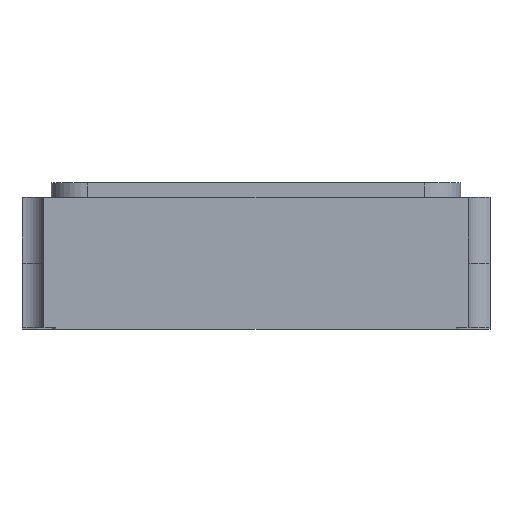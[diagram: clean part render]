
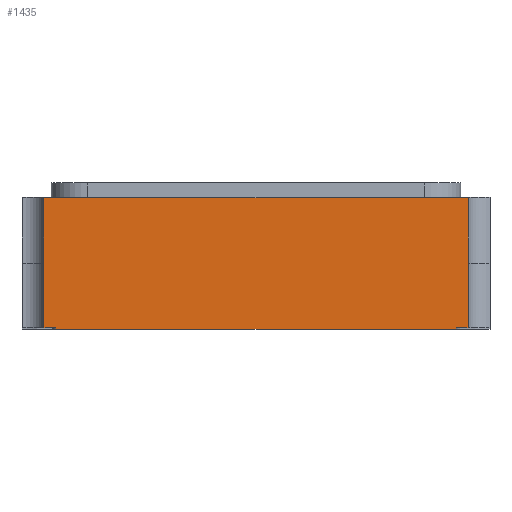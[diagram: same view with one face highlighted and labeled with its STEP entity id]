
A CAD part, front view. The second image highlights one B-rep face of the part: STEP entity #1435.
In plain terms, the highlighted planar face has unit normal (0, -1, 0).
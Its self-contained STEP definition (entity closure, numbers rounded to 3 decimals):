
#880 = CARTESIAN_POINT ( 'NONE',  ( 1.37, -1.25, -0.44 ) ) ;
#915 = CARTESIAN_POINT ( 'NONE',  ( 1.45, -1.25, -0.44 ) ) ;
#929 = CARTESIAN_POINT ( 'NONE',  ( -1.37, -1.25, -0.45 ) ) ;
#944 = CARTESIAN_POINT ( 'NONE',  ( -1.45, -1.25, 0.45 ) ) ;
#1435 = ADVANCED_FACE ( 'NONE', ( #1864 ), #6397, .F. ) ;
#1646 = VERTEX_POINT ( 'NONE', #880 ) ;
#1648 = VERTEX_POINT ( 'NONE', #944 ) ;
#1721 = VERTEX_POINT ( 'NONE', #929 ) ;
#1722 = VERTEX_POINT ( 'NONE', #915 ) ;
#1767 = VERTEX_POINT ( 'NONE', #6885 ) ;
#1808 = VERTEX_POINT ( 'NONE', #6980 ) ;
#1821 = VERTEX_POINT ( 'NONE', #6930 ) ;
#1864 = FACE_OUTER_BOUND ( 'NONE', #3765, .T. ) ;
#3765 = EDGE_LOOP ( 'NONE', ( #3826, #3827, #3832, #3831, #3843, #3844, #3849, #3848, #3847, #3846 ) ) ;
#3826 = ORIENTED_EDGE ( 'NONE', *, *, #7037, .T. ) ;
#3827 = ORIENTED_EDGE ( 'NONE', *, *, #7056, .F. ) ;
#3831 = ORIENTED_EDGE ( 'NONE', *, *, #7049, .F. ) ;
#3832 = ORIENTED_EDGE ( 'NONE', *, *, #7060, .F. ) ;
#3843 = ORIENTED_EDGE ( 'NONE', *, *, #6234, .F. ) ;
#3844 = ORIENTED_EDGE ( 'NONE', *, *, #6265, .F. ) ;
#3846 = ORIENTED_EDGE ( 'NONE', *, *, #7059, .T. ) ;
#3847 = ORIENTED_EDGE ( 'NONE', *, *, #7035, .F. ) ;
#3848 = ORIENTED_EDGE ( 'NONE', *, *, #6239, .T. ) ;
#3849 = ORIENTED_EDGE ( 'NONE', *, *, #6258, .T. ) ;
#4042 = VERTEX_POINT ( 'NONE', #7029 ) ;
#4047 = VERTEX_POINT ( 'NONE', #6921 ) ;
#4052 = VERTEX_POINT ( 'NONE', #6924 ) ;
#4488 = LINE ( 'NONE', #6732, #4492 ) ;
#4492 = VECTOR ( 'NONE', #6673, 1000. ) ;
#4498 = LINE ( 'NONE', #6713, #4501 ) ;
#4501 = VECTOR ( 'NONE', #6789, 1000. ) ;
#4529 = LINE ( 'NONE', #5108, #4532 ) ;
#4532 = VECTOR ( 'NONE', #4936, 1000. ) ;
#4535 = LINE ( 'NONE', #4916, #4542 ) ;
#4542 = VECTOR ( 'NONE', #4941, 1000. ) ;
#4621 = LINE ( 'NONE', #4997, #4629 ) ;
#4623 = LINE ( 'NONE', #4960, #4625 ) ;
#4625 = VECTOR ( 'NONE', #4973, 1000. ) ;
#4629 = VECTOR ( 'NONE', #5008, 1000. ) ;
#4641 = LINE ( 'NONE', #5027, #4652 ) ;
#4652 = VECTOR ( 'NONE', #5025, 1000. ) ;
#4662 = LINE ( 'NONE', #4990, #4664 ) ;
#4664 = VECTOR ( 'NONE', #4991, 1000. ) ;
#4667 = LINE ( 'NONE', #4970, #4669 ) ;
#4668 = LINE ( 'NONE', #4952, #4671 ) ;
#4669 = VECTOR ( 'NONE', #4996, 1000. ) ;
#4671 = VECTOR ( 'NONE', #4924, 1000. ) ;
#4916 = CARTESIAN_POINT ( 'NONE',  ( 1.45, -1.25, 0.45 ) ) ;
#4924 = DIRECTION ( 'NONE',  ( -1., 0., 0. ) ) ;
#4936 = DIRECTION ( 'NONE',  ( 0., 0., -1. ) ) ;
#4941 = DIRECTION ( 'NONE',  ( 1., 0., 0. ) ) ;
#4952 = CARTESIAN_POINT ( 'NONE',  ( 1.45, -1.25, -0.44 ) ) ;
#4960 = CARTESIAN_POINT ( 'NONE',  ( -1.45, -1.25, -0.44 ) ) ;
#4970 = CARTESIAN_POINT ( 'NONE',  ( -1.37, -1.25, -0.44 ) ) ;
#4973 = DIRECTION ( 'NONE',  ( -1., 0., 0. ) ) ;
#4990 = CARTESIAN_POINT ( 'NONE',  ( 1.37, -1.25, -0.44 ) ) ;
#4991 = DIRECTION ( 'NONE',  ( 0., 0., -1. ) ) ;
#4996 = DIRECTION ( 'NONE',  ( 0., 0., -1. ) ) ;
#4997 = CARTESIAN_POINT ( 'NONE',  ( 1.45, -1.25, -0.45 ) ) ;
#5008 = DIRECTION ( 'NONE',  ( 1., 0., 0. ) ) ;
#5025 = DIRECTION ( 'NONE',  ( 0., 0., -1. ) ) ;
#5027 = CARTESIAN_POINT ( 'NONE',  ( 1.45, -1.25, 0.45 ) ) ;
#5108 = CARTESIAN_POINT ( 'NONE',  ( -1.45, -1.25, 0.45 ) ) ;
#5958 = AXIS2_PLACEMENT_3D ( 'NONE', #6464, #6416, #6548 ) ;
#6234 = EDGE_CURVE ( 'NONE', #4042, #4052, #4488, .T. ) ;
#6239 = EDGE_CURVE ( 'NONE', #1821, #4047, #4498, .T. ) ;
#6258 = EDGE_CURVE ( 'NONE', #1648, #1821, #4529, .T. ) ;
#6265 = EDGE_CURVE ( 'NONE', #1648, #4042, #4535, .T. ) ;
#6397 = PLANE ( 'NONE',  #5958 ) ;
#6416 = DIRECTION ( 'NONE',  ( 0., 1., 0. ) ) ;
#6464 = CARTESIAN_POINT ( 'NONE',  ( 1.45, -1.25, 0.45 ) ) ;
#6548 = DIRECTION ( 'NONE',  ( -1., 0., 0. ) ) ;
#6673 = DIRECTION ( 'NONE',  ( 0., 0., -1. ) ) ;
#6713 = CARTESIAN_POINT ( 'NONE',  ( -1.45, -1.25, 0.45 ) ) ;
#6732 = CARTESIAN_POINT ( 'NONE',  ( 1.45, -1.25, 0.45 ) ) ;
#6789 = DIRECTION ( 'NONE',  ( 0., 0., -1. ) ) ;
#6885 = CARTESIAN_POINT ( 'NONE',  ( -1.37, -1.25, -0.44 ) ) ;
#6921 = CARTESIAN_POINT ( 'NONE',  ( -1.45, -1.25, -0.44 ) ) ;
#6924 = CARTESIAN_POINT ( 'NONE',  ( 1.45, -1.25, 0. ) ) ;
#6930 = CARTESIAN_POINT ( 'NONE',  ( -1.45, -1.25, 0. ) ) ;
#6980 = CARTESIAN_POINT ( 'NONE',  ( 1.37, -1.25, -0.45 ) ) ;
#7029 = CARTESIAN_POINT ( 'NONE',  ( 1.45, -1.25, 0.45 ) ) ;
#7035 = EDGE_CURVE ( 'NONE', #1767, #4047, #4623, .T. ) ;
#7037 = EDGE_CURVE ( 'NONE', #1721, #1808, #4621, .T. ) ;
#7049 = EDGE_CURVE ( 'NONE', #4052, #1722, #4641, .T. ) ;
#7056 = EDGE_CURVE ( 'NONE', #1646, #1808, #4662, .T. ) ;
#7059 = EDGE_CURVE ( 'NONE', #1767, #1721, #4667, .T. ) ;
#7060 = EDGE_CURVE ( 'NONE', #1722, #1646, #4668, .T. ) ;
